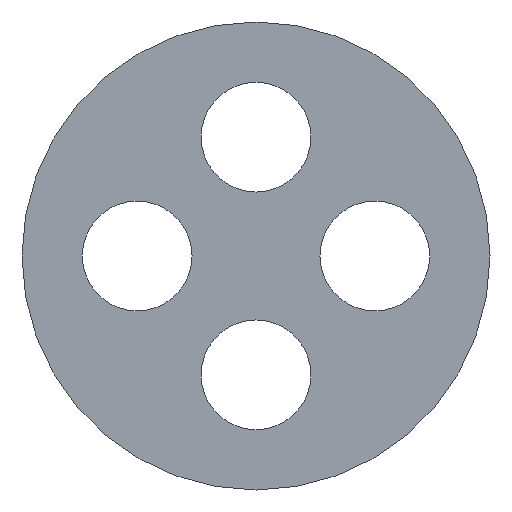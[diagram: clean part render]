
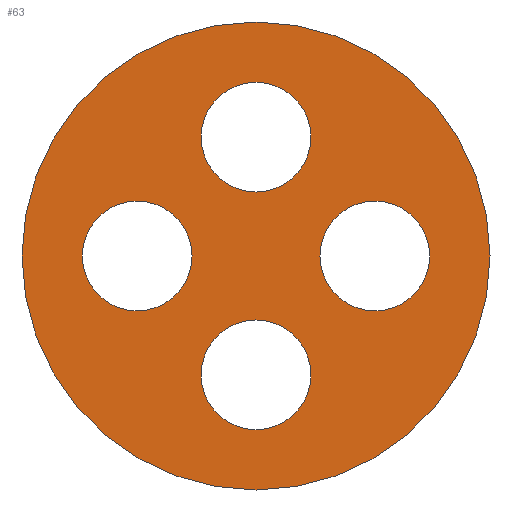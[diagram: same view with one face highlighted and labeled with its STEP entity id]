
A CAD part, left-side view. The second image highlights one B-rep face of the part: STEP entity #63.
In plain terms, the highlighted planar face has unit normal (-1, 0, 0).
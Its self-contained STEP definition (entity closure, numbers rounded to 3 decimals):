
#63 = ADVANCED_FACE( '', ( #150, #151, #152, #153, #154 ), #155, .F. );
#150 = FACE_BOUND( '', #271, .T. );
#151 = FACE_BOUND( '', #272, .T. );
#152 = FACE_BOUND( '', #273, .T. );
#153 = FACE_BOUND( '', #274, .T. );
#154 = FACE_OUTER_BOUND( '', #275, .T. );
#155 = PLANE( '', #276 );
#271 = EDGE_LOOP( '', ( #398 ) );
#272 = EDGE_LOOP( '', ( #399 ) );
#273 = EDGE_LOOP( '', ( #400 ) );
#274 = EDGE_LOOP( '', ( #401 ) );
#275 = EDGE_LOOP( '', ( #402 ) );
#276 = AXIS2_PLACEMENT_3D( '', #403, #404, #405 );
#398 = ORIENTED_EDGE( '', *, *, #685, .T. );
#399 = ORIENTED_EDGE( '', *, *, #686, .T. );
#400 = ORIENTED_EDGE( '', *, *, #687, .T. );
#401 = ORIENTED_EDGE( '', *, *, #688, .T. );
#402 = ORIENTED_EDGE( '', *, *, #678, .F. );
#403 = CARTESIAN_POINT( '', ( 0., 0., 0. ) );
#404 = DIRECTION( '', ( 1., 0., 0. ) );
#405 = DIRECTION( '', ( 0., 0., -1. ) );
#678 = EDGE_CURVE( '', #798, #798, #799, .T. );
#685 = EDGE_CURVE( '', #810, #810, #811, .T. );
#686 = EDGE_CURVE( '', #812, #812, #813, .T. );
#687 = EDGE_CURVE( '', #814, #814, #815, .T. );
#688 = EDGE_CURVE( '', #816, #816, #817, .T. );
#798 = VERTEX_POINT( '', #973 );
#799 = CIRCLE( '', #974, 12.8 );
#810 = VERTEX_POINT( '', #987 );
#811 = CIRCLE( '', #988, 3. );
#812 = VERTEX_POINT( '', #989 );
#813 = CIRCLE( '', #990, 3. );
#814 = VERTEX_POINT( '', #991 );
#815 = CIRCLE( '', #992, 3. );
#816 = VERTEX_POINT( '', #993 );
#817 = CIRCLE( '', #994, 3. );
#973 = CARTESIAN_POINT( '', ( 0., 0., -12.8 ) );
#974 = AXIS2_PLACEMENT_3D( '', #1195, #1196, #1197 );
#987 = CARTESIAN_POINT( '', ( 0., 0., 3.5 ) );
#988 = AXIS2_PLACEMENT_3D( '', #1206, #1207, #1208 );
#989 = CARTESIAN_POINT( '', ( 0., -6.5, -3. ) );
#990 = AXIS2_PLACEMENT_3D( '', #1209, #1210, #1211 );
#991 = CARTESIAN_POINT( '', ( 0., 6.5, -3. ) );
#992 = AXIS2_PLACEMENT_3D( '', #1212, #1213, #1214 );
#993 = CARTESIAN_POINT( '', ( 0., 0., -9.5 ) );
#994 = AXIS2_PLACEMENT_3D( '', #1215, #1216, #1217 );
#1195 = CARTESIAN_POINT( '', ( 0., 0., 0. ) );
#1196 = DIRECTION( '', ( 1., 0., 0. ) );
#1197 = DIRECTION( '', ( 0., 0., -1. ) );
#1206 = CARTESIAN_POINT( '', ( 0., 0., 6.5 ) );
#1207 = DIRECTION( '', ( 1., 0., 0. ) );
#1208 = DIRECTION( '', ( 0., 0., -1. ) );
#1209 = CARTESIAN_POINT( '', ( 0., -6.5, 0. ) );
#1210 = DIRECTION( '', ( 1., 0., 0. ) );
#1211 = DIRECTION( '', ( 0., 0., -1. ) );
#1212 = CARTESIAN_POINT( '', ( 0., 6.5, 0. ) );
#1213 = DIRECTION( '', ( 1., 0., 0. ) );
#1214 = DIRECTION( '', ( 0., 0., -1. ) );
#1215 = CARTESIAN_POINT( '', ( 0., 0., -6.5 ) );
#1216 = DIRECTION( '', ( 1., 0., 0. ) );
#1217 = DIRECTION( '', ( 0., 0., -1. ) );
